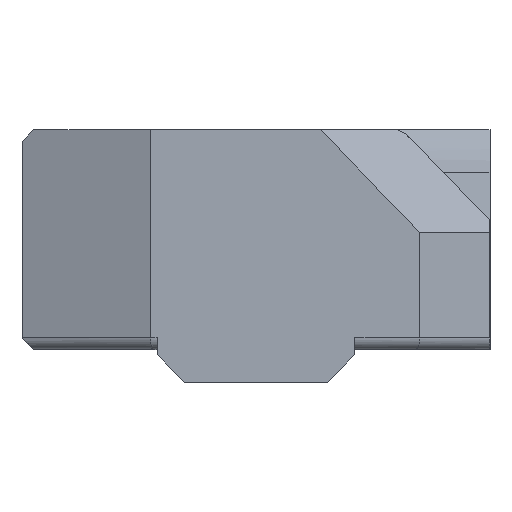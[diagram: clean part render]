
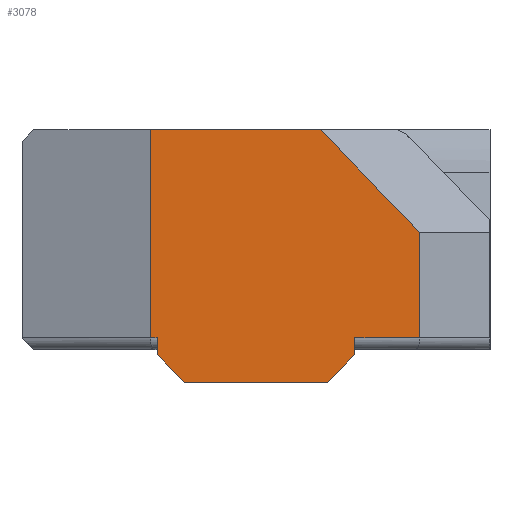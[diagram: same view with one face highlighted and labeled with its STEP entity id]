
A CAD part, left-side view. The second image highlights one B-rep face of the part: STEP entity #3078.
In plain terms, the highlighted planar face has unit normal (-1, 0, 0).
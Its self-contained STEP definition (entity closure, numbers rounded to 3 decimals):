
#160=PLANE('',#3323);
#327=FACE_OUTER_BOUND('',#513,.T.);
#513=EDGE_LOOP('',(#2527,#2528,#2529,#2530,#2531,#2532,#2533,#2534,#2535,
#2536,#2537));
#800=LINE('',#4827,#1153);
#801=LINE('',#4830,#1154);
#805=LINE('',#4838,#1158);
#806=LINE('',#4840,#1159);
#807=LINE('',#4842,#1160);
#808=LINE('',#4844,#1161);
#809=LINE('',#4846,#1162);
#810=LINE('',#4848,#1163);
#811=LINE('',#4850,#1164);
#812=LINE('',#4852,#1165);
#813=LINE('',#4853,#1166);
#1153=VECTOR('',#3932,10.);
#1154=VECTOR('',#3935,10.);
#1158=VECTOR('',#3941,10.);
#1159=VECTOR('',#3942,10.);
#1160=VECTOR('',#3943,10.);
#1161=VECTOR('',#3944,10.);
#1162=VECTOR('',#3945,10.);
#1163=VECTOR('',#3946,10.);
#1164=VECTOR('',#3947,10.);
#1165=VECTOR('',#3948,10.);
#1166=VECTOR('',#3949,10.);
#1516=VERTEX_POINT('',#4819);
#1518=VERTEX_POINT('',#4825);
#1519=VERTEX_POINT('',#4829);
#1522=VERTEX_POINT('',#4837);
#1523=VERTEX_POINT('',#4839);
#1524=VERTEX_POINT('',#4841);
#1525=VERTEX_POINT('',#4843);
#1526=VERTEX_POINT('',#4845);
#1527=VERTEX_POINT('',#4847);
#1528=VERTEX_POINT('',#4849);
#1529=VERTEX_POINT('',#4851);
#1877=EDGE_CURVE('',#1518,#1516,#800,.T.);
#1878=EDGE_CURVE('',#1516,#1519,#801,.T.);
#1882=EDGE_CURVE('',#1522,#1518,#805,.T.);
#1883=EDGE_CURVE('',#1523,#1522,#806,.T.);
#1884=EDGE_CURVE('',#1524,#1523,#807,.T.);
#1885=EDGE_CURVE('',#1525,#1524,#808,.T.);
#1886=EDGE_CURVE('',#1526,#1525,#809,.T.);
#1887=EDGE_CURVE('',#1527,#1526,#810,.T.);
#1888=EDGE_CURVE('',#1528,#1527,#811,.T.);
#1889=EDGE_CURVE('',#1529,#1528,#812,.T.);
#1890=EDGE_CURVE('',#1519,#1529,#813,.T.);
#2527=ORIENTED_EDGE('',*,*,#1877,.F.);
#2528=ORIENTED_EDGE('',*,*,#1882,.F.);
#2529=ORIENTED_EDGE('',*,*,#1883,.F.);
#2530=ORIENTED_EDGE('',*,*,#1884,.F.);
#2531=ORIENTED_EDGE('',*,*,#1885,.F.);
#2532=ORIENTED_EDGE('',*,*,#1886,.F.);
#2533=ORIENTED_EDGE('',*,*,#1887,.F.);
#2534=ORIENTED_EDGE('',*,*,#1888,.F.);
#2535=ORIENTED_EDGE('',*,*,#1889,.F.);
#2536=ORIENTED_EDGE('',*,*,#1890,.F.);
#2537=ORIENTED_EDGE('',*,*,#1878,.F.);
#3078=ADVANCED_FACE('',(#327),#160,.T.);
#3323=AXIS2_PLACEMENT_3D('',#4836,#3939,#3940);
#3932=DIRECTION('',(0.,1.,0.));
#3935=DIRECTION('',(0.,0.,1.));
#3939=DIRECTION('center_axis',(-1.,0.,0.));
#3940=DIRECTION('ref_axis',(0.,-1.,0.));
#3941=DIRECTION('',(0.,0.,1.));
#3942=DIRECTION('',(0.,0.707,0.707));
#3943=DIRECTION('',(0.,1.,0.));
#3944=DIRECTION('',(0.,0.707,-0.707));
#3945=DIRECTION('',(0.,0.,-1.));
#3946=DIRECTION('',(0.,1.,0.));
#3947=DIRECTION('',(0.,0.,-1.));
#3948=DIRECTION('',(0.,-0.694,-0.72));
#3949=DIRECTION('',(0.,-1.,0.));
#4819=CARTESIAN_POINT('',(-26.,14.5,0.5));
#4825=CARTESIAN_POINT('',(-26.,14.225,0.5));
#4827=CARTESIAN_POINT('',(-26.,12.25,0.5));
#4829=CARTESIAN_POINT('',(-26.,14.5,9.4));
#4830=CARTESIAN_POINT('',(-26.,14.5,0.));
#4836=CARTESIAN_POINT('Origin',(-26.,14.5,0.));
#4837=CARTESIAN_POINT('',(-26.,14.225,-0.225));
#4838=CARTESIAN_POINT('',(-26.,14.225,-0.35));
#4839=CARTESIAN_POINT('',(-26.,13.05,-1.4));
#4840=CARTESIAN_POINT('',(-26.,13.05,-1.4));
#4841=CARTESIAN_POINT('',(-26.,6.95,-1.4));
#4842=CARTESIAN_POINT('',(-26.,11.525,-1.4));
#4843=CARTESIAN_POINT('',(-26.,5.775,-0.225));
#4844=CARTESIAN_POINT('',(-26.,7.538,-1.988));
#4845=CARTESIAN_POINT('',(-26.,5.775,0.5));
#4846=CARTESIAN_POINT('',(-26.,5.775,-0.463));
#4847=CARTESIAN_POINT('',(-26.,3.,0.5));
#4848=CARTESIAN_POINT('',(-26.,12.25,0.5));
#4849=CARTESIAN_POINT('',(-26.,3.,5.));
#4850=CARTESIAN_POINT('',(-26.,3.,0.));
#4851=CARTESIAN_POINT('',(-26.,7.243,9.4));
#4852=CARTESIAN_POINT('',(-26.,4.001,6.039));
#4853=CARTESIAN_POINT('',(-26.,20.,9.4));
